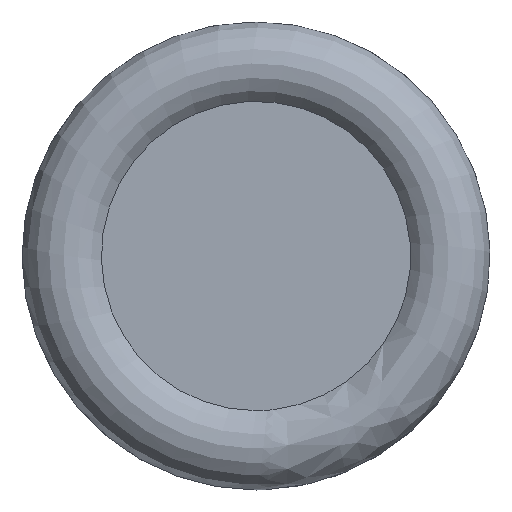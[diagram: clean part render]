
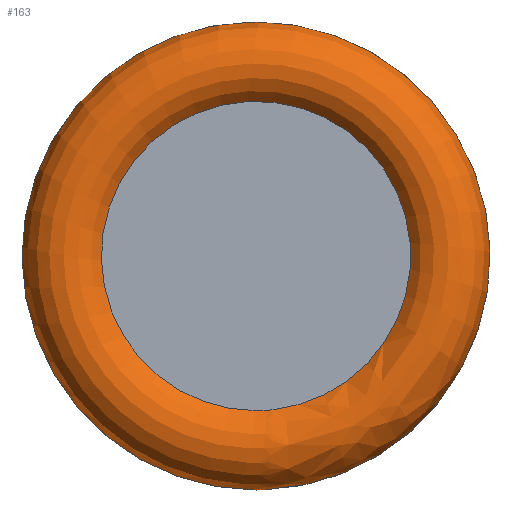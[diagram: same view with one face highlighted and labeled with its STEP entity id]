
A CAD part, left-side view. The second image highlights one B-rep face of the part: STEP entity #163.
In plain terms, the highlighted face is a revolution surface.
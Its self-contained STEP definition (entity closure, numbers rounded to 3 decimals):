
#85=SURFACE_OF_REVOLUTION('',#454,#87);
#87=AXIS1_PLACEMENT('',#682,#553);
#116=FACE_BOUND('',#221,.T.);
#117=FACE_BOUND('',#222,.T.);
#163=ADVANCED_FACE('',(#116,#117),#85,.T.);
#221=EDGE_LOOP('',(#277));
#222=EDGE_LOOP('',(#278));
#277=ORIENTED_EDGE('',*,*,#407,.F.);
#278=ORIENTED_EDGE('',*,*,#405,.T.);
#365=VERTEX_POINT('',#672);
#367=VERTEX_POINT('',#678);
#405=EDGE_CURVE('',#365,#365,#451,.T.);
#407=EDGE_CURVE('',#367,#367,#453,.T.);
#451=CIRCLE('',#479,10.508);
#453=CIRCLE('',#483,15.901);
#454=CIRCLE('',#484,3.);
#479=AXIS2_PLACEMENT_3D('',#671,#539,#540);
#483=AXIS2_PLACEMENT_3D('',#677,#547,#548);
#484=AXIS2_PLACEMENT_3D('',#681,#551,#552);
#539=DIRECTION('',(1.,0.,0.));
#540=DIRECTION('',(0.,0.,-1.));
#547=DIRECTION('',(1.,0.,0.));
#548=DIRECTION('',(0.,0.,-1.));
#551=DIRECTION('',(0.052,0.,0.999));
#552=DIRECTION('',(0.999,-0.004,-0.052));
#553=DIRECTION('',(1.,0.,0.));
#671=CARTESIAN_POINT('',(1.288,0.,0.));
#672=CARTESIAN_POINT('',(1.288,0.,-10.508));
#677=CARTESIAN_POINT('',(2.983,0.,0.));
#678=CARTESIAN_POINT('',(2.983,0.,-15.901));
#681=CARTESIAN_POINT('',(2.996,-12.794,1.843));
#682=CARTESIAN_POINT('',(0.,0.,0.));
